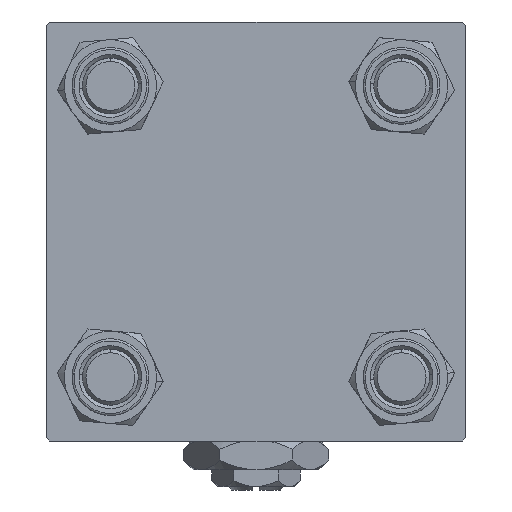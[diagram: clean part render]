
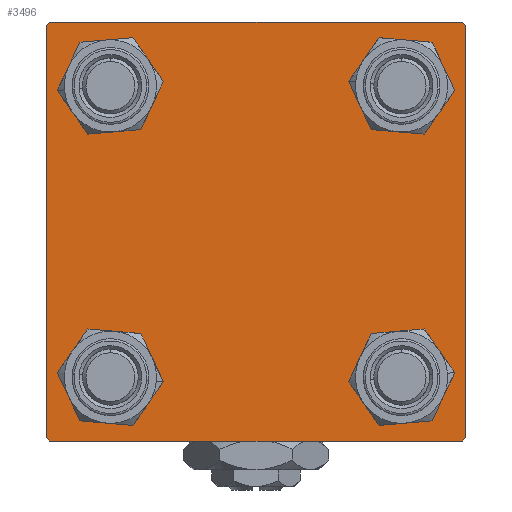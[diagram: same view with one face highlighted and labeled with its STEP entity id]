
A CAD part, left-side view. The second image highlights one B-rep face of the part: STEP entity #3496.
In plain terms, the highlighted planar face has unit normal (-1, 0, 0).
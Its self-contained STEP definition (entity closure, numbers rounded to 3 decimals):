
#194 = CARTESIAN_POINT ( 'NONE',  ( 0., -30., 30. ) ) ;
#2215 = CARTESIAN_POINT ( 'NONE',  ( 0., 29.5, 30. ) ) ;
#2523 = CARTESIAN_POINT ( 'NONE',  ( 0., 20.85, 25.35 ) ) ;
#2928 = CIRCLE ( 'NONE', #7674, 4.5 ) ;
#2930 = CARTESIAN_POINT ( 'NONE',  ( 0., 30., 30. ) ) ;
#3109 = VERTEX_POINT ( 'NONE', #28903 ) ;
#3205 = CARTESIAN_POINT ( 'NONE',  ( 0., 0., 0. ) ) ;
#3238 = LINE ( 'NONE', #194, #55313 ) ;
#3250 = ORIENTED_EDGE ( 'NONE', *, *, #51553, .T. ) ;
#3496 = ADVANCED_FACE ( 'NONE', ( #30295, #57131, #16311, #24964, #21644 ), #52659, .T. ) ;
#3895 = DIRECTION ( 'NONE',  ( 0., 0., 1. ) ) ;
#5477 = EDGE_CURVE ( 'NONE', #54809, #7972, #41395, .T. ) ;
#5913 = CARTESIAN_POINT ( 'NONE',  ( 0., 30., -29.5 ) ) ;
#6629 = DIRECTION ( 'NONE',  ( 1., 0., 0. ) ) ;
#6795 = AXIS2_PLACEMENT_3D ( 'NONE', #56660, #57525, #48302 ) ;
#7386 = CARTESIAN_POINT ( 'NONE',  ( 0., 29.75, -29.75 ) ) ;
#7542 = CARTESIAN_POINT ( 'NONE',  ( 0., -20.85, 20.85 ) ) ;
#7673 = DIRECTION ( 'NONE',  ( 0., 0., 1. ) ) ;
#7674 = AXIS2_PLACEMENT_3D ( 'NONE', #36688, #36088, #9584 ) ;
#7694 = DIRECTION ( 'NONE',  ( 0., 0., 1. ) ) ;
#7717 = VERTEX_POINT ( 'NONE', #10446 ) ;
#7811 = ORIENTED_EDGE ( 'NONE', *, *, #37580, .T. ) ;
#7972 = VERTEX_POINT ( 'NONE', #16014 ) ;
#8254 = LINE ( 'NONE', #7386, #12130 ) ;
#8688 = CIRCLE ( 'NONE', #39127, 4.5 ) ;
#8897 = CIRCLE ( 'NONE', #22178, 4.5 ) ;
#9584 = DIRECTION ( 'NONE',  ( 0., 0., 1. ) ) ;
#9986 = DIRECTION ( 'NONE',  ( 0., 0., -1. ) ) ;
#10023 = VERTEX_POINT ( 'NONE', #39159 ) ;
#10446 = CARTESIAN_POINT ( 'NONE',  ( 0., -30., 29.5 ) ) ;
#10497 = DIRECTION ( 'NONE',  ( 0., 0., 1. ) ) ;
#11377 = ORIENTED_EDGE ( 'NONE', *, *, #49073, .T. ) ;
#11991 = AXIS2_PLACEMENT_3D ( 'NONE', #34791, #52971, #7694 ) ;
#12130 = VECTOR ( 'NONE', #13023, 1000. ) ;
#12279 = CIRCLE ( 'NONE', #34184, 4.5 ) ;
#12380 = DIRECTION ( 'NONE',  ( 0., 0.707, -0.707 ) ) ;
#12428 = DIRECTION ( 'NONE',  ( 0., 0., -1. ) ) ;
#13023 = DIRECTION ( 'NONE',  ( 0., -0.707, -0.707 ) ) ;
#13427 = CARTESIAN_POINT ( 'NONE',  ( 0., -20.85, -20.85 ) ) ;
#13788 = AXIS2_PLACEMENT_3D ( 'NONE', #33993, #6629, #10497 ) ;
#14462 = DIRECTION ( 'NONE',  ( 1., 0., 0. ) ) ;
#14525 = CARTESIAN_POINT ( 'NONE',  ( 0., -30., -29.5 ) ) ;
#14758 = VECTOR ( 'NONE', #44149, 1000. ) ;
#14981 = VECTOR ( 'NONE', #12428, 1000. ) ;
#15917 = ORIENTED_EDGE ( 'NONE', *, *, #18406, .T. ) ;
#16014 = CARTESIAN_POINT ( 'NONE',  ( 0., 20.85, 16.35 ) ) ;
#16122 = CARTESIAN_POINT ( 'NONE',  ( 0., -20.85, 25.35 ) ) ;
#16181 = CARTESIAN_POINT ( 'NONE',  ( 0., -29.5, -30. ) ) ;
#16311 = FACE_BOUND ( 'NONE', #19590, .T. ) ;
#16836 = CARTESIAN_POINT ( 'NONE',  ( 0., 29.75, 29.75 ) ) ;
#17417 = DIRECTION ( 'NONE',  ( 0., 0.707, 0.707 ) ) ;
#18406 = EDGE_CURVE ( 'NONE', #51327, #3109, #12279, .T. ) ;
#18646 = VERTEX_POINT ( 'NONE', #23027 ) ;
#19077 = CARTESIAN_POINT ( 'NONE',  ( 0., 30., 30. ) ) ;
#19590 = EDGE_LOOP ( 'NONE', ( #26844, #54990 ) ) ;
#20442 = DIRECTION ( 'NONE',  ( 1., 0., 0. ) ) ;
#21238 = CARTESIAN_POINT ( 'NONE',  ( 0., 30., 29.5 ) ) ;
#21644 = FACE_OUTER_BOUND ( 'NONE', #27668, .T. ) ;
#21933 = VECTOR ( 'NONE', #12380, 1000. ) ;
#22178 = AXIS2_PLACEMENT_3D ( 'NONE', #34141, #20442, #52331 ) ;
#22526 = EDGE_CURVE ( 'NONE', #37827, #31578, #44011, .T. ) ;
#22599 = EDGE_CURVE ( 'NONE', #31578, #38660, #8254, .T. ) ;
#22754 = CARTESIAN_POINT ( 'NONE',  ( 0., -29.5, 30. ) ) ;
#22784 = VERTEX_POINT ( 'NONE', #2215 ) ;
#23027 = CARTESIAN_POINT ( 'NONE',  ( 0., 20.85, -25.35 ) ) ;
#23161 = ORIENTED_EDGE ( 'NONE', *, *, #22526, .T. ) ;
#24964 = FACE_BOUND ( 'NONE', #39413, .T. ) ;
#25143 = ORIENTED_EDGE ( 'NONE', *, *, #30843, .T. ) ;
#25158 = ORIENTED_EDGE ( 'NONE', *, *, #5477, .T. ) ;
#25698 = DIRECTION ( 'NONE',  ( 1., 0., 0. ) ) ;
#26786 = EDGE_CURVE ( 'NONE', #22784, #30062, #29178, .T. ) ;
#26844 = ORIENTED_EDGE ( 'NONE', *, *, #45329, .T. ) ;
#27451 = VECTOR ( 'NONE', #28877, 1000. ) ;
#27576 = CARTESIAN_POINT ( 'NONE',  ( 0., -20.85, -20.85 ) ) ;
#27668 = EDGE_LOOP ( 'NONE', ( #23161, #36035, #25143, #40907, #57272, #44435, #40298, #7811 ) ) ;
#28877 = DIRECTION ( 'NONE',  ( 0., -1., 0. ) ) ;
#28903 = CARTESIAN_POINT ( 'NONE',  ( 0., -20.85, -25.35 ) ) ;
#29178 = LINE ( 'NONE', #19077, #27451 ) ;
#30062 = VERTEX_POINT ( 'NONE', #22754 ) ;
#30295 = FACE_BOUND ( 'NONE', #46457, .T. ) ;
#30843 = EDGE_CURVE ( 'NONE', #38660, #51491, #45420, .T. ) ;
#31578 = VERTEX_POINT ( 'NONE', #5913 ) ;
#32299 = DIRECTION ( 'NONE',  ( 0., -1., 0. ) ) ;
#32449 = CIRCLE ( 'NONE', #6795, 4.5 ) ;
#33336 = EDGE_CURVE ( 'NONE', #10023, #49122, #2928, .T. ) ;
#33993 = CARTESIAN_POINT ( 'NONE',  ( 0., 20.85, 20.85 ) ) ;
#34046 = CARTESIAN_POINT ( 'NONE',  ( 0., -29.75, -29.75 ) ) ;
#34141 = CARTESIAN_POINT ( 'NONE',  ( 0., 20.85, -20.85 ) ) ;
#34184 = AXIS2_PLACEMENT_3D ( 'NONE', #27576, #14462, #58843 ) ;
#34207 = LINE ( 'NONE', #56565, #48696 ) ;
#34740 = VERTEX_POINT ( 'NONE', #14525 ) ;
#34791 = CARTESIAN_POINT ( 'NONE',  ( 0., 20.85, 20.85 ) ) ;
#34922 = DIRECTION ( 'NONE',  ( 0., 0., 1. ) ) ;
#35073 = EDGE_CURVE ( 'NONE', #3109, #51327, #8688, .T. ) ;
#35752 = AXIS2_PLACEMENT_3D ( 'NONE', #3205, #48482, #7673 ) ;
#36035 = ORIENTED_EDGE ( 'NONE', *, *, #22599, .T. ) ;
#36088 = DIRECTION ( 'NONE',  ( 1., 0., 0. ) ) ;
#36112 = VECTOR ( 'NONE', #32299, 1000. ) ;
#36476 = CARTESIAN_POINT ( 'NONE',  ( 0., 30., -30. ) ) ;
#36568 = CARTESIAN_POINT ( 'NONE',  ( 0., 20.85, -16.35 ) ) ;
#36688 = CARTESIAN_POINT ( 'NONE',  ( 0., -20.85, 20.85 ) ) ;
#37580 = EDGE_CURVE ( 'NONE', #22784, #37827, #39481, .T. ) ;
#37827 = VERTEX_POINT ( 'NONE', #21238 ) ;
#38463 = EDGE_CURVE ( 'NONE', #7717, #34740, #3238, .T. ) ;
#38570 = AXIS2_PLACEMENT_3D ( 'NONE', #7542, #25698, #34922 ) ;
#38660 = VERTEX_POINT ( 'NONE', #42165 ) ;
#39066 = EDGE_CURVE ( 'NONE', #18646, #48657, #32449, .T. ) ;
#39103 = LINE ( 'NONE', #34046, #14758 ) ;
#39127 = AXIS2_PLACEMENT_3D ( 'NONE', #13427, #54231, #3895 ) ;
#39159 = CARTESIAN_POINT ( 'NONE',  ( 0., -20.85, 16.35 ) ) ;
#39413 = EDGE_LOOP ( 'NONE', ( #25158, #11377 ) ) ;
#39481 = LINE ( 'NONE', #16836, #21933 ) ;
#40298 = ORIENTED_EDGE ( 'NONE', *, *, #26786, .F. ) ;
#40907 = ORIENTED_EDGE ( 'NONE', *, *, #50786, .T. ) ;
#41395 = CIRCLE ( 'NONE', #11991, 4.5 ) ;
#41911 = EDGE_CURVE ( 'NONE', #7717, #30062, #34207, .T. ) ;
#42165 = CARTESIAN_POINT ( 'NONE',  ( 0., 29.5, -30. ) ) ;
#42414 = CIRCLE ( 'NONE', #38570, 4.5 ) ;
#44011 = LINE ( 'NONE', #2930, #14981 ) ;
#44149 = DIRECTION ( 'NONE',  ( 0., -0.707, 0.707 ) ) ;
#44435 = ORIENTED_EDGE ( 'NONE', *, *, #41911, .T. ) ;
#45329 = EDGE_CURVE ( 'NONE', #48657, #18646, #8897, .T. ) ;
#45420 = LINE ( 'NONE', #36476, #36112 ) ;
#46457 = EDGE_LOOP ( 'NONE', ( #3250, #56608 ) ) ;
#48302 = DIRECTION ( 'NONE',  ( 0., 0., 1. ) ) ;
#48482 = DIRECTION ( 'NONE',  ( -1., 0., 0. ) ) ;
#48657 = VERTEX_POINT ( 'NONE', #36568 ) ;
#48696 = VECTOR ( 'NONE', #17417, 1000. ) ;
#49073 = EDGE_CURVE ( 'NONE', #7972, #54809, #51801, .T. ) ;
#49122 = VERTEX_POINT ( 'NONE', #16122 ) ;
#50786 = EDGE_CURVE ( 'NONE', #51491, #34740, #39103, .T. ) ;
#51327 = VERTEX_POINT ( 'NONE', #52605 ) ;
#51491 = VERTEX_POINT ( 'NONE', #16181 ) ;
#51553 = EDGE_CURVE ( 'NONE', #49122, #10023, #42414, .T. ) ;
#51801 = CIRCLE ( 'NONE', #13788, 4.5 ) ;
#52331 = DIRECTION ( 'NONE',  ( 0., 0., 1. ) ) ;
#52605 = CARTESIAN_POINT ( 'NONE',  ( 0., -20.85, -16.35 ) ) ;
#52659 = PLANE ( 'NONE',  #35752 ) ;
#52971 = DIRECTION ( 'NONE',  ( 1., 0., 0. ) ) ;
#54078 = ORIENTED_EDGE ( 'NONE', *, *, #35073, .T. ) ;
#54231 = DIRECTION ( 'NONE',  ( 1., 0., 0. ) ) ;
#54809 = VERTEX_POINT ( 'NONE', #2523 ) ;
#54990 = ORIENTED_EDGE ( 'NONE', *, *, #39066, .T. ) ;
#55313 = VECTOR ( 'NONE', #9986, 1000. ) ;
#56303 = EDGE_LOOP ( 'NONE', ( #15917, #54078 ) ) ;
#56565 = CARTESIAN_POINT ( 'NONE',  ( 0., -29.75, 29.75 ) ) ;
#56608 = ORIENTED_EDGE ( 'NONE', *, *, #33336, .T. ) ;
#56660 = CARTESIAN_POINT ( 'NONE',  ( 0., 20.85, -20.85 ) ) ;
#57131 = FACE_BOUND ( 'NONE', #56303, .T. ) ;
#57272 = ORIENTED_EDGE ( 'NONE', *, *, #38463, .F. ) ;
#57525 = DIRECTION ( 'NONE',  ( 1., 0., 0. ) ) ;
#58843 = DIRECTION ( 'NONE',  ( 0., 0., 1. ) ) ;
